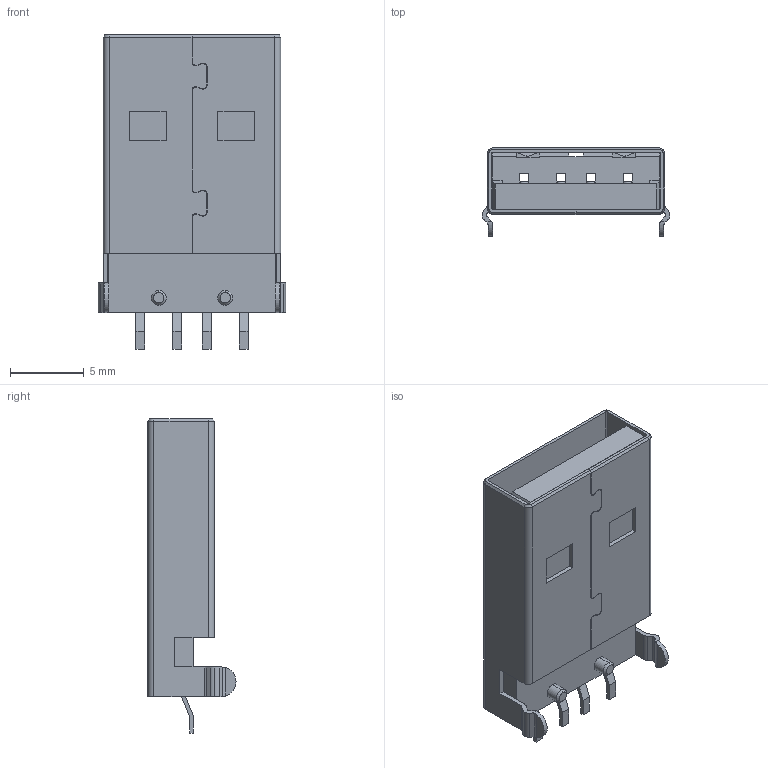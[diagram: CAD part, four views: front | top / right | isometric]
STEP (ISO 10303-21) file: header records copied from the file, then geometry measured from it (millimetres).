
FILE_DESCRIPTION(('STEP AP242'),'1');
FILE_NAME('48037-1000.stp','2020-07-15T14:04:37',('TraceParts'),('TraceParts S.A.'),'Spatial InterOp 3D',' ',' ');
FILE_SCHEMA(('AP242_MANAGED_MODEL_BASED_3D_ENGINEERING_MIM_LF {1 0 10303 442 1 1 4}'));
Length unit declared in the file: millimetre
Products named in the file (1): 48037-1000_1
Bounding box: 12.7 x 5.97 x 21.28 mm (x, y, z)
Volume: 699.5 mm3; surface area: 1862.6 mm2
Topology: 1 solids, 1 shells, 306 faces, 913 edges, 638 vertices
Faces by surface type: plane 224, cylinder 66, bspline 8, cone 8
Entity records: 10447 total; most frequent: CARTESIAN_POINT 2079, ORIENTED_EDGE 1766, DIRECTION 1653, EDGE_CURVE 883, LINE 741, VECTOR 741, VERTEX_POINT 578, AXIS2_PLACEMENT_3D 456
